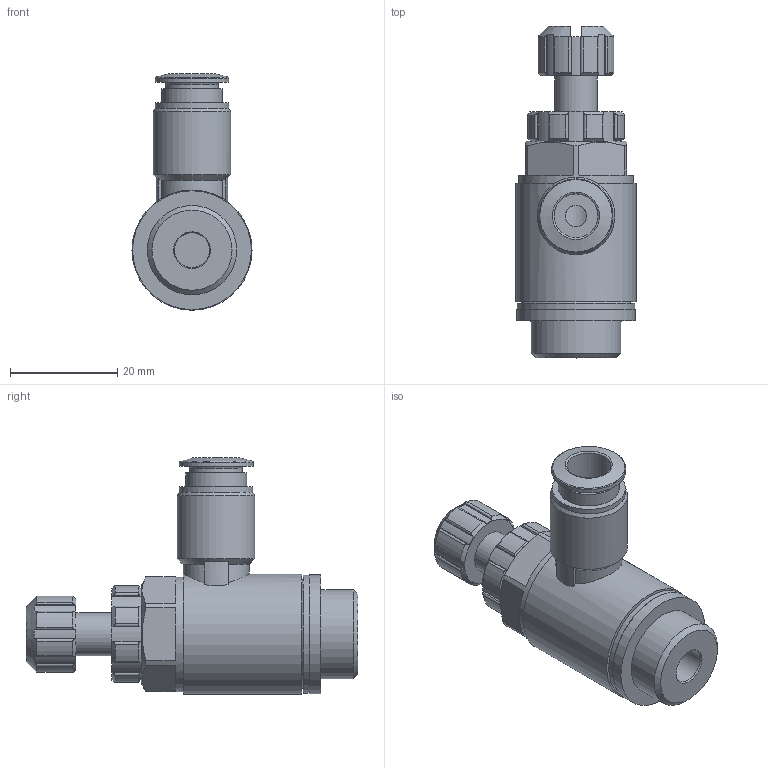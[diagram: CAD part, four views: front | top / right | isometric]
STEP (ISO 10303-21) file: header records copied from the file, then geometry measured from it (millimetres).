
FILE_DESCRIPTION(/* description */ ('STEP AP214'),/* implementation_level */ '2;1');
FILE_NAME(/* name */ '534342_GRLA-3_8-QS-8-RS-D',/* time_stamp */ '2024-08-24T08:13:07+02:00',/* author */ ('License CC BY-ND 4.0'),/* organization */ ('CADENAS'),/* preprocessor_version */ 'ST-DEVELOPER v19.3',/* originating_system */ 'PARTsolutions',/* authorisation */ ' ');
FILE_SCHEMA (('AUTOMOTIVE_DESIGN {1 0 10303 214 3 1 1}'));
Length unit declared in the file: millimetre
Products named in the file (1): 534342 GRLA-3/8-QS-8-RS-D
Bounding box: 22.4 x 61.9 x 44.1 mm (x, y, z)
Volume: 18161.3 mm3; surface area: 7024.4 mm2
Topology: 1 solids, 1 shells, 178 faces, 449 edges, 285 vertices
Faces by surface type: cylinder 82, plane 67, cone 25, torus 4
Full cylindrical faces by diameter (mm): 4 x1, 6.5 x1, 8 x1, 8.2 x1, 9.8 x1, 11.4 x1, 13.7 x1, 13.8 x1, 14.5 x1, 16.662 x1, 21.4 x1, 22 x1, 22.15 x1, 22.4 x1
Entity records: 6644 total; most frequent: CARTESIAN_POINT 1395, ORIENTED_EDGE 838, DIRECTION 774, EDGE_CURVE 419, AXIS2_PLACEMENT_3D 320, VERTEX_POINT 280, EDGE_LOOP 217, FACE_BOUND 217
